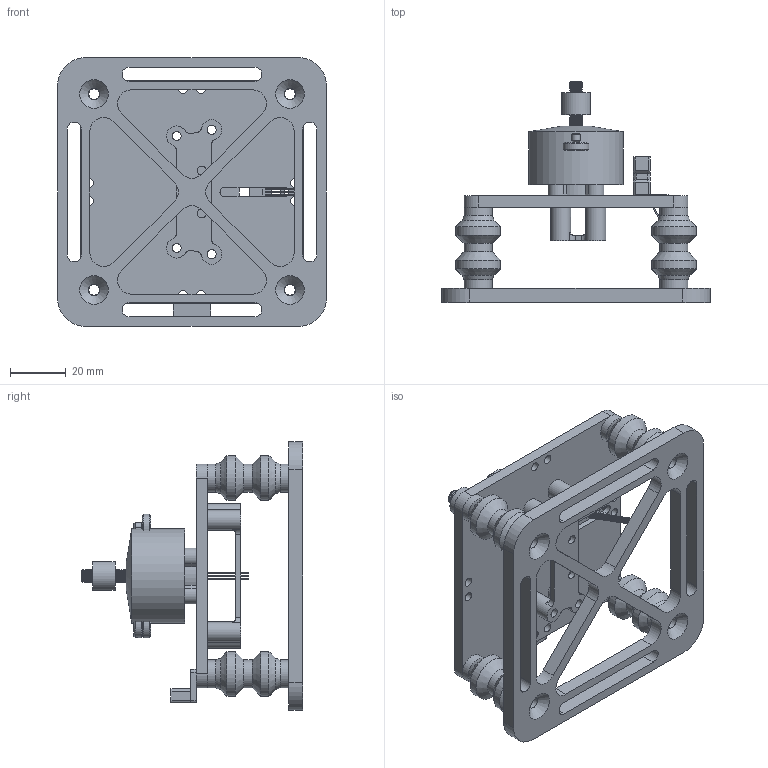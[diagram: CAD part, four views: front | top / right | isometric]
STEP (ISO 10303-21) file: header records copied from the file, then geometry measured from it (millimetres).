
FILE_DESCRIPTION(/* description */ (''),/* implementation_level */ '2;1');
FILE_NAME(/* name */ 'WheelBalancer v17.step',/* time_stamp */ '2021-11-29T18:54:35-05:00',/* author */ (''),/* organization */ (''),/* preprocessor_version */ 'ST-DEVELOPER v18.1',/* originating_system */ 'Autodesk Translation Framework v10.10.0.1391',/* authorisation */ '');
FILE_SCHEMA (('AUTOMOTIVE_DESIGN { 1 0 10303 214 3 1 1 }'));
Length unit declared in the file: millimetre
Products named in the file (14): WheelBalancer; Base; TopPlate; BLDC 2408 v7; MPU650; Isolater; Hall Sensor; HallSensorMount; MPU6050Mount; LED Bracket; Wheel Mount spacer; 5mmMagnetHolder; Magnets; CalibrationWeight
Assembly tree (16 placements, depth 3):
  WheelBalancer
    Base
    TopPlate
      BLDC 2408 v7
    Isolater  x4
    MPU650
    Hall Sensor
    HallSensorMount
    MPU6050Mount
    LED Bracket
    Wheel Mount spacer
    5mmMagnetHolder
    Magnets
    CalibrationWeight
Bounding box: 96 x 78.98 x 96 mm (x, y, z)
Volume: 81894.1 mm3; surface area: 50259.8 mm2
Topology: 30 solids, 30 shells, 873 faces, 2131 edges, 1390 vertices
Faces by surface type: cylinder 396, plane 392, cone 59, bspline 22, torus 4
Full cylindrical faces by diameter (mm): 1.6 x56, 2.5 x4, 3 x1, 3.1 x1, 3.2 x23, 3.8 x4, 3.99 x8, 4 x1, 4.2 x8, 4.901 x13, 5 x1, 5.2 x2, 5.35 x3, 7 x1, 7.2 x4, 10 x12, 10.35 x1, 16 x8, 33.8 x1
Entity records: 27959 total; most frequent: CARTESIAN_POINT 7302, DIRECTION 4304, ORIENTED_EDGE 4082, EDGE_CURVE 2041, AXIS2_PLACEMENT_3D 1585, VERTEX_POINT 1336, LINE 1134, VECTOR 1134
